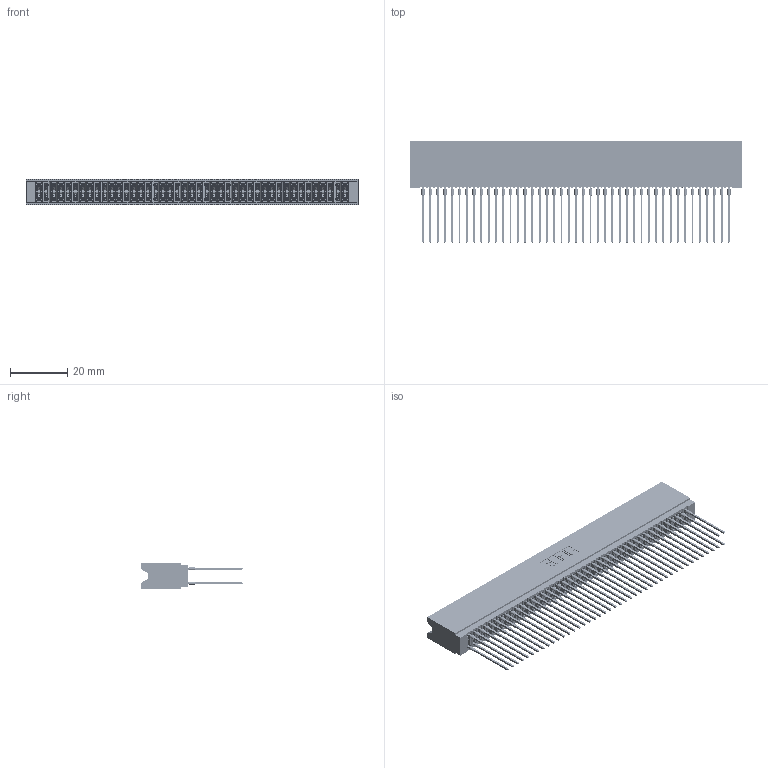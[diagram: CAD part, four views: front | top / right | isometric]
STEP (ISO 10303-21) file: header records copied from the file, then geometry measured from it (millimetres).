
FILE_DESCRIPTION (( 'STEP AP203' ), '1' );
FILE_NAME ('745-086-541-206.STEP', '2020-09-14T10:39:40', ( '' ), ( '' ), 'SwSTEP 2.0', 'SolidWorks 2020', '' );
FILE_SCHEMA (( 'CONFIG_CONTROL_DESIGN' ));
Length unit declared in the file: inch
Products named in the file (3): 745-292-001_541; 745-086-541-206; 745 Part_Insulator Option - 06
Assembly tree (87 placements, depth 2):
  745-086-541-206
    745 Part_Insulator Option - 06
    745-292-001_541  x86
Bounding box: 115.82 x 35.45 x 8.89 mm (x, y, z)
Volume: 10823.6 mm3; surface area: 23761 mm2
Topology: 87 solids, 87 shells, 7793 faces, 20943 edges, 13158 vertices
Faces by surface type: plane 4012, bspline 1720, cylinder 1545, torus 516
Entity records: 72281 total; most frequent: CARTESIAN_POINT 13038, ORIENTED_EDGE 12476, DIRECTION 10898, EDGE_CURVE 6238, LINE 5798, VECTOR 5798, VERTEX_POINT 3978, AXIS2_PLACEMENT_3D 2550
